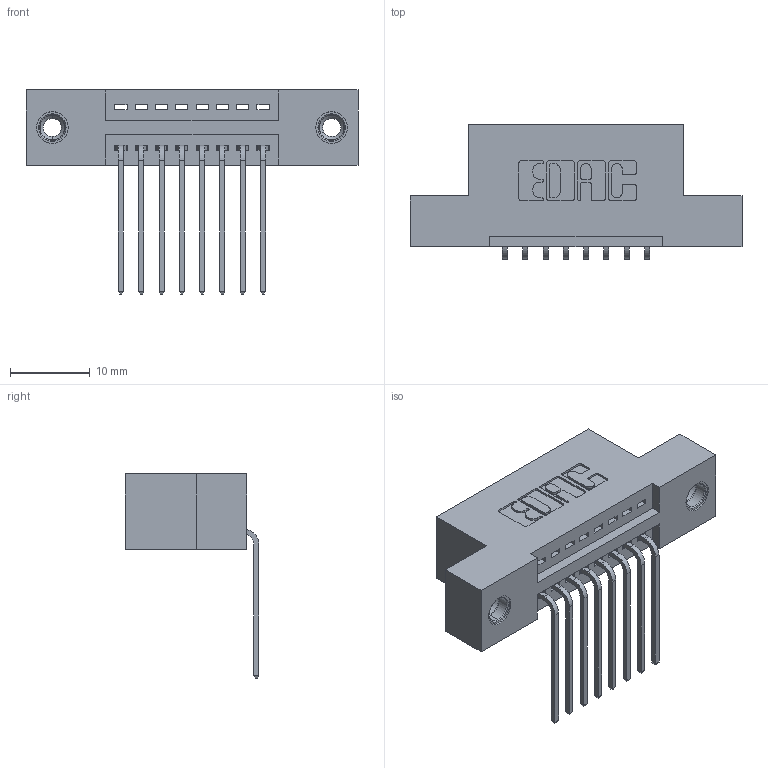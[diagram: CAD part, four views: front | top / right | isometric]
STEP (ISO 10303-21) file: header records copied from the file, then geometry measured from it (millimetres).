
FILE_DESCRIPTION (( 'STEP AP203' ), '1' );
FILE_NAME ('345-008-559-108.STEP', '2018-08-17T05:02:08', ( '' ), ( '' ), 'SwSTEP 2.0', 'SolidWorks 2016', '' );
FILE_SCHEMA (( 'CONFIG_CONTROL_DESIGN' ));
Length unit declared in the file: inch
Products named in the file (4): 345 Part_Flush Mounting Lugs - 0.156 Dia-TI; 345-292-001_558 559 Tail - 1; 345-250-001_345-250-003-102; 345-008-559-108
Assembly tree (11 placements, depth 2):
  345-008-559-108
    345 Part_Flush Mounting Lugs - 0.156 Dia-TI
    345-292-001_558 559 Tail - 1  x8
    345-250-001_345-250-003-102  x2
Bounding box: 41.53 x 16.75 x 25.53 mm (x, y, z)
Volume: 3686.1 mm3; surface area: 4612.2 mm2
Topology: 11 solids, 11 shells, 666 faces, 1933 edges, 1270 vertices
Faces by surface type: plane 448, cylinder 202, cone 12, torus 4
Entity records: 11868 total; most frequent: CARTESIAN_POINT 2039, ORIENTED_EDGE 1974, DIRECTION 1857, EDGE_CURVE 987, VECTOR 803, LINE 803, VERTEX_POINT 652, AXIS2_PLACEMENT_3D 527
